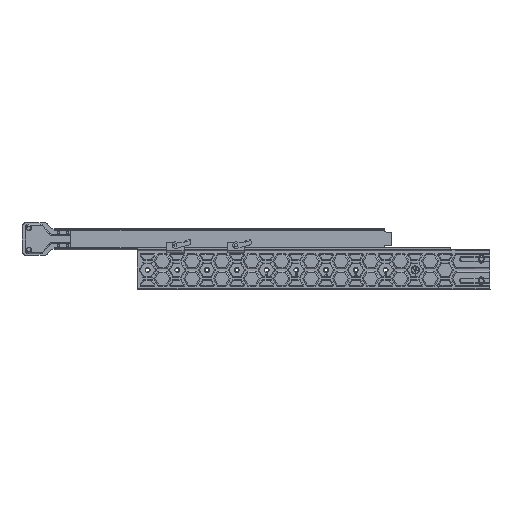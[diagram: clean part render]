
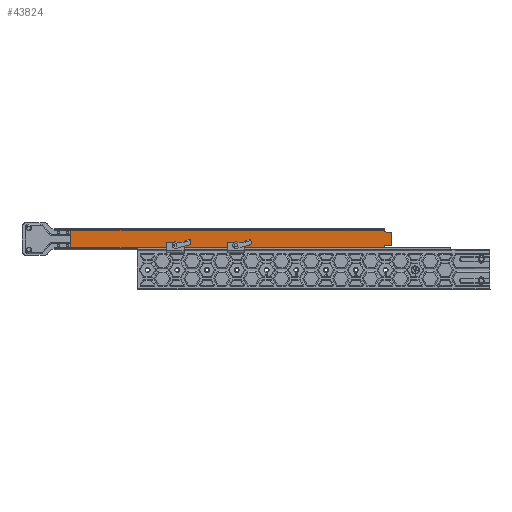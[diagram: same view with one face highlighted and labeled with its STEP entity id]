
A CAD part, top view. The second image highlights one B-rep face of the part: STEP entity #43824.
In plain terms, the highlighted face is planar.
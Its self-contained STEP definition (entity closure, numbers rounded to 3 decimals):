
#1812=PLANE('',#47045);
#4056=FACE_OUTER_BOUND('',#6946,.T.);
#6946=EDGE_LOOP('',(#30951,#30952,#30953,#30954,#30955,#30956,#30957,#30958,
#30959,#30960,#30961,#30962));
#10091=LINE('',#66357,#13671);
#10105=LINE('',#66459,#13685);
#10106=LINE('',#66463,#13686);
#10107=LINE('',#66467,#13687);
#10108=LINE('',#66470,#13688);
#10109=LINE('',#66472,#13689);
#10110=LINE('',#66474,#13690);
#10111=LINE('',#66478,#13691);
#13671=VECTOR('',#52593,1000.);
#13685=VECTOR('',#52665,1000.);
#13686=VECTOR('',#52668,1000.);
#13687=VECTOR('',#52671,1000.);
#13688=VECTOR('',#52674,1000.);
#13689=VECTOR('',#52675,1000.);
#13690=VECTOR('',#52676,1000.);
#13691=VECTOR('',#52679,1000.);
#17115=CIRCLE('',#47046,1.);
#17116=CIRCLE('',#47047,1.);
#17117=CIRCLE('',#47048,1.);
#17118=CIRCLE('',#47049,1.);
#19687=VERTEX_POINT('',#66355);
#19688=VERTEX_POINT('',#66356);
#19711=VERTEX_POINT('',#66457);
#19712=VERTEX_POINT('',#66461);
#19713=VERTEX_POINT('',#66462);
#19714=VERTEX_POINT('',#66464);
#19715=VERTEX_POINT('',#66466);
#19716=VERTEX_POINT('',#66469);
#19717=VERTEX_POINT('',#66471);
#19718=VERTEX_POINT('',#66473);
#19719=VERTEX_POINT('',#66475);
#19720=VERTEX_POINT('',#66477);
#23816=EDGE_CURVE('',#19687,#19688,#10091,.T.);
#23854=EDGE_CURVE('',#19687,#19711,#10105,.T.);
#23855=EDGE_CURVE('',#19712,#19713,#10106,.T.);
#23856=EDGE_CURVE('',#19712,#19714,#17115,.T.);
#23857=EDGE_CURVE('',#19714,#19715,#10107,.T.);
#23858=EDGE_CURVE('',#19715,#19688,#17116,.T.);
#23859=EDGE_CURVE('',#19711,#19716,#10108,.T.);
#23860=EDGE_CURVE('',#19717,#19716,#10109,.T.);
#23861=EDGE_CURVE('',#19718,#19717,#10110,.T.);
#23862=EDGE_CURVE('',#19718,#19719,#17117,.T.);
#23863=EDGE_CURVE('',#19719,#19720,#10111,.T.);
#23864=EDGE_CURVE('',#19720,#19713,#17118,.T.);
#30951=ORIENTED_EDGE('',*,*,#23855,.F.);
#30952=ORIENTED_EDGE('',*,*,#23856,.T.);
#30953=ORIENTED_EDGE('',*,*,#23857,.T.);
#30954=ORIENTED_EDGE('',*,*,#23858,.T.);
#30955=ORIENTED_EDGE('',*,*,#23816,.F.);
#30956=ORIENTED_EDGE('',*,*,#23854,.T.);
#30957=ORIENTED_EDGE('',*,*,#23859,.T.);
#30958=ORIENTED_EDGE('',*,*,#23860,.F.);
#30959=ORIENTED_EDGE('',*,*,#23861,.F.);
#30960=ORIENTED_EDGE('',*,*,#23862,.T.);
#30961=ORIENTED_EDGE('',*,*,#23863,.T.);
#30962=ORIENTED_EDGE('',*,*,#23864,.T.);
#43824=ADVANCED_FACE('',(#4056),#1812,.F.);
#47045=AXIS2_PLACEMENT_3D('',#66460,#52666,#52667);
#47046=AXIS2_PLACEMENT_3D('',#66465,#52669,#52670);
#47047=AXIS2_PLACEMENT_3D('',#66468,#52672,#52673);
#47048=AXIS2_PLACEMENT_3D('',#66476,#52677,#52678);
#47049=AXIS2_PLACEMENT_3D('',#66479,#52680,#52681);
#52593=DIRECTION('',(0.,0.,1.));
#52665=DIRECTION('',(0.,-1.,0.));
#52666=DIRECTION('center_axis',(1.,0.,0.));
#52667=DIRECTION('ref_axis',(0.,0.,-1.));
#52668=DIRECTION('',(0.,0.,1.));
#52669=DIRECTION('center_axis',(-1.,0.,0.));
#52670=DIRECTION('ref_axis',(0.,0.,-1.));
#52671=DIRECTION('',(0.,-0.999,-0.052));
#52672=DIRECTION('center_axis',(1.,0.,0.));
#52673=DIRECTION('ref_axis',(0.,0.,-1.));
#52674=DIRECTION('',(0.,0.,1.));
#52675=DIRECTION('',(0.,-1.,0.));
#52676=DIRECTION('',(0.,0.,1.));
#52677=DIRECTION('center_axis',(1.,0.,0.));
#52678=DIRECTION('ref_axis',(0.,0.,-1.));
#52679=DIRECTION('',(0.,0.999,-0.052));
#52680=DIRECTION('center_axis',(-1.,0.,0.));
#52681=DIRECTION('ref_axis',(0.,0.,-1.));
#66355=CARTESIAN_POINT('',(-1.5,380.,-10.4));
#66356=CARTESIAN_POINT('',(-1.5,380.,-9.129));
#66357=CARTESIAN_POINT('',(-1.5,380.,10.4));
#66457=CARTESIAN_POINT('',(-1.5,0.,-10.4));
#66459=CARTESIAN_POINT('',(-1.5,300.,-10.4));
#66460=CARTESIAN_POINT('Origin',(-1.5,300.,10.4));
#66461=CARTESIAN_POINT('',(-1.5,388.2,-6.801));
#66462=CARTESIAN_POINT('',(-1.5,388.2,6.371));
#66463=CARTESIAN_POINT('',(-1.5,388.2,0.));
#66464=CARTESIAN_POINT('',(-1.5,387.252,-7.8));
#66465=CARTESIAN_POINT('Origin',(-1.5,387.2,-6.801));
#66466=CARTESIAN_POINT('',(-1.5,380.948,-8.13));
#66467=CARTESIAN_POINT('',(-1.5,81.249,-23.837));
#66468=CARTESIAN_POINT('Origin',(-1.5,381.,-9.129));
#66469=CARTESIAN_POINT('',(-1.5,0.,10.4));
#66470=CARTESIAN_POINT('',(-1.5,0.,10.4));
#66471=CARTESIAN_POINT('',(-1.5,380.,10.4));
#66472=CARTESIAN_POINT('',(-1.5,300.,10.4));
#66473=CARTESIAN_POINT('',(-1.5,380.,8.699));
#66474=CARTESIAN_POINT('',(-1.5,380.,10.4));
#66475=CARTESIAN_POINT('',(-1.5,380.948,7.7));
#66476=CARTESIAN_POINT('Origin',(-1.5,381.,8.699));
#66477=CARTESIAN_POINT('',(-1.5,387.252,7.37));
#66478=CARTESIAN_POINT('',(-1.5,81.227,23.408));
#66479=CARTESIAN_POINT('Origin',(-1.5,387.2,6.371));
